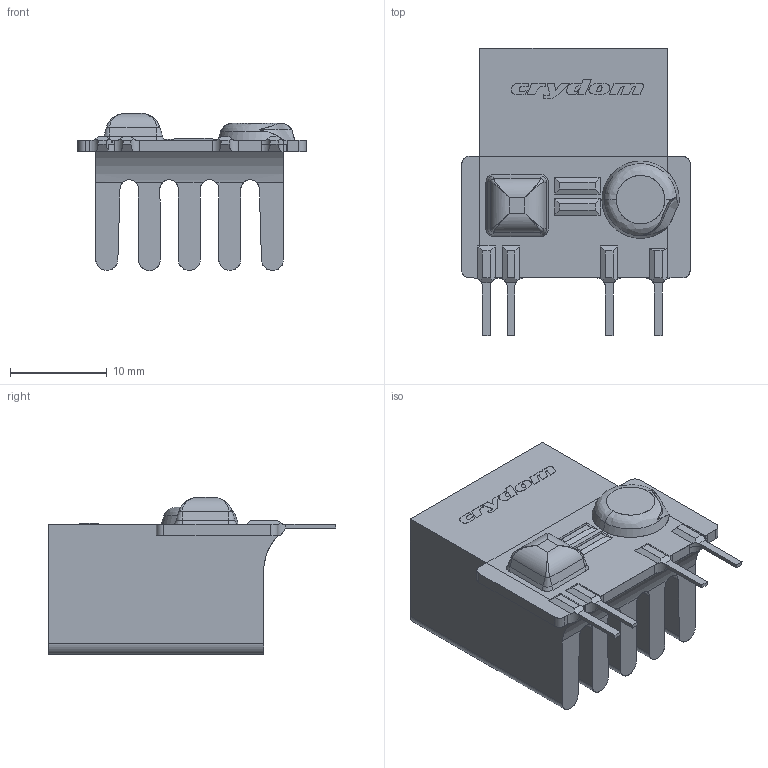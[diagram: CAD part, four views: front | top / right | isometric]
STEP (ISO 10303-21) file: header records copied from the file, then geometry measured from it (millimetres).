
FILE_DESCRIPTION (( 'STEP AP214' ), '1' );
FILE_NAME ('100201.STEP', '2016-12-13T19:48:47', ( '' ), ( '' ), 'SwSTEP 2.0', 'SolidWorks 2015', '' );
FILE_SCHEMA (( 'AUTOMOTIVE_DESIGN' ));
Length unit declared in the file: inch
Products named in the file (1): 100201
Bounding box: 23.62 x 29.72 x 16.26 mm (x, y, z)
Surface area: 4181.1 mm2 (no closed solid volume)
Topology: 0 solids, 157 shells, 198 faces, 939 edges, 894 vertices
Faces by surface type: plane 128, bspline 30, cylinder 29, cone 11
Entity records: 15262 total; most frequent: CARTESIAN_POINT 5917, DIRECTION 1134, ORIENTED_EDGE 1008, EDGE_CURVE 935, VERTEX_POINT 894, LINE 626, VECTOR 626, AXIS2_PLACEMENT_3D 254
